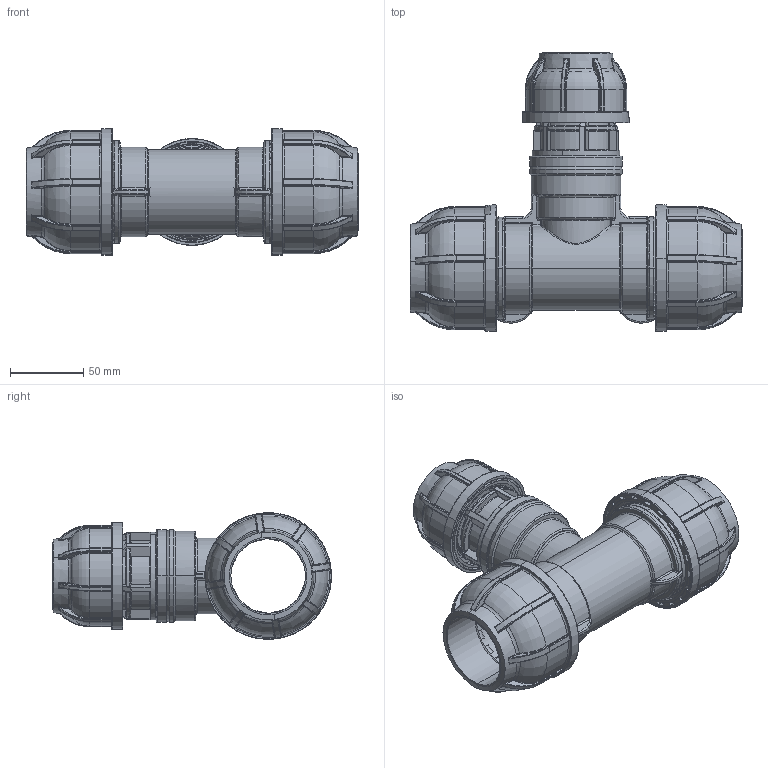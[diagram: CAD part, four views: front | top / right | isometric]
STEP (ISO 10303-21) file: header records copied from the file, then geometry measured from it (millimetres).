
FILE_DESCRIPTION (( 'STEP AP203' ), '1' );
FILE_NAME ('R217.050.040.step', '2013-11-19T09:26:26', ( 'Alusic' ), ( 'Alusic' ), 'SwSTEP 2.0', 'SolidWorks 2011', '' );
FILE_SCHEMA (( 'CONFIG_CONTROL_DESIGN' ));
Length unit declared in the file: millimetre
Products named in the file (1): R217.050.040
Bounding box: 226.9 x 190.59 x 86.5 mm (x, y, z)
Surface area: 150789.6 mm2 (no closed solid volume)
Topology: 0 solids, 114 shells, 1692 faces, 5711 edges, 3886 vertices
Faces by surface type: cylinder 504, plane 396, bspline 390, torus 339, cone 41, sphere 22
Entity records: 82817 total; most frequent: CARTESIAN_POINT 39457, ORIENTED_EDGE 8595, DIRECTION 8370, EDGE_CURVE 5667, VERTEX_POINT 3886, AXIS2_PLACEMENT_3D 3465, CIRCLE 2162, B_SPLINE_CURVE_WITH_KNOTS 1740
